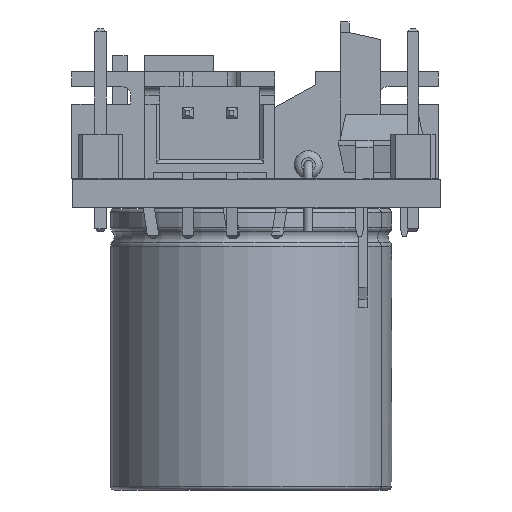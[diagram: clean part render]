
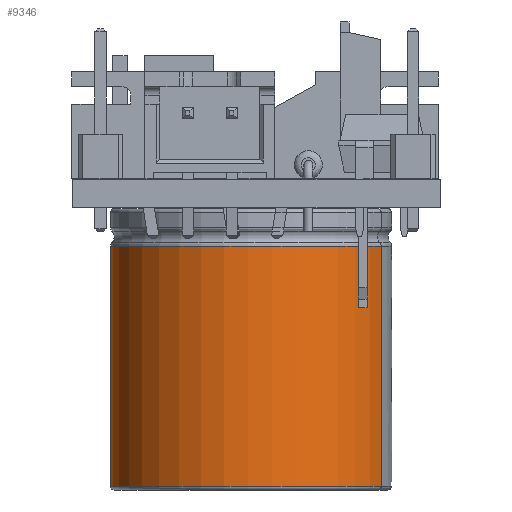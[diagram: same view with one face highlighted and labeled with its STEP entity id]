
A CAD part, left-side view. The second image highlights one B-rep face of the part: STEP entity #9346.
In plain terms, the highlighted cylindrical face has radius 8 mm (diameter 16 mm), a partial arc.
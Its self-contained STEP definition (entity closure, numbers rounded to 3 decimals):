
#272=CYLINDRICAL_SURFACE('',#9998,8.);
#386=CIRCLE('',#9990,8.);
#393=CIRCLE('',#9999,8.);
#778=FACE_OUTER_BOUND('',#1260,.T.);
#1260=EDGE_LOOP('',(#7129,#7130,#7131,#7132));
#2169=LINE('',#14699,#3217);
#2170=LINE('',#14700,#3218);
#3217=VECTOR('',#11672,1.);
#3218=VECTOR('',#11673,1.);
#4086=VERTEX_POINT('',#14598);
#4087=VERTEX_POINT('',#14600);
#4090=VERTEX_POINT('',#14696);
#4091=VERTEX_POINT('',#14697);
#5159=EDGE_CURVE('',#4086,#4087,#386,.T.);
#5166=EDGE_CURVE('',#4090,#4091,#393,.T.);
#5167=EDGE_CURVE('',#4087,#4091,#2169,.T.);
#5168=EDGE_CURVE('',#4086,#4090,#2170,.T.);
#7129=ORIENTED_EDGE('',*,*,#5166,.T.);
#7130=ORIENTED_EDGE('',*,*,#5167,.F.);
#7131=ORIENTED_EDGE('',*,*,#5159,.F.);
#7132=ORIENTED_EDGE('',*,*,#5168,.T.);
#9346=ADVANCED_FACE('',(#778),#272,.T.);
#9990=AXIS2_PLACEMENT_3D('',#14601,#11652,#11653);
#9998=AXIS2_PLACEMENT_3D('',#14695,#11668,#11669);
#9999=AXIS2_PLACEMENT_3D('',#14698,#11670,#11671);
#11652=DIRECTION('center_axis',(0.,0.,-1.));
#11653=DIRECTION('ref_axis',(0.924,0.383,0.));
#11668=DIRECTION('center_axis',(0.,0.,1.));
#11669=DIRECTION('ref_axis',(-1.,0.,0.));
#11670=DIRECTION('center_axis',(0.,0.,-1.));
#11671=DIRECTION('ref_axis',(0.924,-0.383,0.));
#11672=DIRECTION('',(0.,0.,1.));
#11673=DIRECTION('',(0.,0.,1.));
#14598=CARTESIAN_POINT('',(11.141,-3.061,2.135));
#14600=CARTESIAN_POINT('',(11.141,3.061,2.135));
#14601=CARTESIAN_POINT('Origin',(3.75,0.,2.135));
#14695=CARTESIAN_POINT('Origin',(3.75,0.,2.));
#14696=CARTESIAN_POINT('',(11.141,-3.061,15.8));
#14697=CARTESIAN_POINT('',(11.141,3.061,15.8));
#14698=CARTESIAN_POINT('Origin',(3.75,0.,15.8));
#14699=CARTESIAN_POINT('',(11.141,3.061,2.));
#14700=CARTESIAN_POINT('',(11.141,-3.061,2.));
